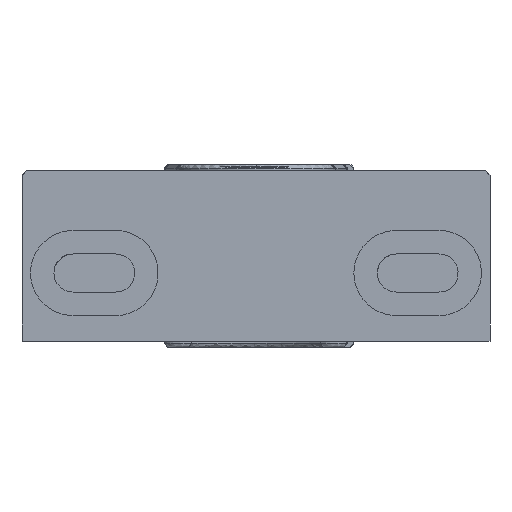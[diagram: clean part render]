
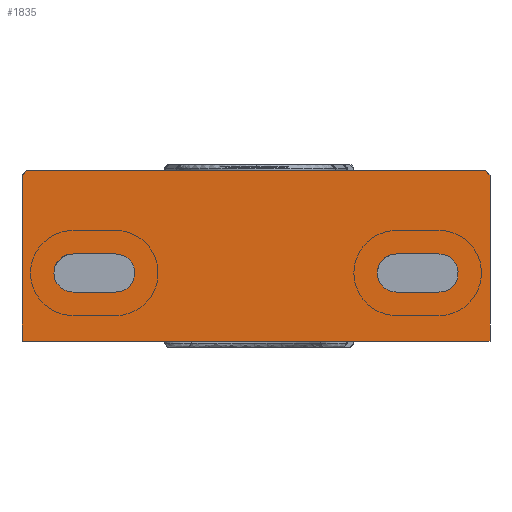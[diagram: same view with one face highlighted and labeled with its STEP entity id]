
A CAD part, left-side view. The second image highlights one B-rep face of the part: STEP entity #1835.
In plain terms, the highlighted face is planar.
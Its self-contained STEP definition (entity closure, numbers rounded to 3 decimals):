
#83=FACE_BOUND('',#3070,.T.);
#84=FACE_BOUND('',#3071,.T.);
#624=(
BOUNDED_CURVE()
B_SPLINE_CURVE(2,(#24295,#24296,#24297),.UNSPECIFIED.,.F.,.F.)
B_SPLINE_CURVE_WITH_KNOTS((3,3),(-3.534,0.),.UNSPECIFIED.)
CURVE()
GEOMETRIC_REPRESENTATION_ITEM()
RATIONAL_B_SPLINE_CURVE((1.,0.707,1.))
REPRESENTATION_ITEM('')
);
#626=(
BOUNDED_CURVE()
B_SPLINE_CURVE(2,(#24305,#24306,#24307),.UNSPECIFIED.,.F.,.F.)
B_SPLINE_CURVE_WITH_KNOTS((3,3),(-3.534,0.),.UNSPECIFIED.)
CURVE()
GEOMETRIC_REPRESENTATION_ITEM()
RATIONAL_B_SPLINE_CURVE((1.,0.707,1.))
REPRESENTATION_ITEM('')
);
#639=(
BOUNDED_CURVE()
B_SPLINE_CURVE(2,(#24731,#24732,#24733),.UNSPECIFIED.,.F.,.F.)
B_SPLINE_CURVE_WITH_KNOTS((3,3),(0.,3.534),.UNSPECIFIED.)
CURVE()
GEOMETRIC_REPRESENTATION_ITEM()
RATIONAL_B_SPLINE_CURVE((1.,0.707,1.))
REPRESENTATION_ITEM('')
);
#642=(
BOUNDED_CURVE()
B_SPLINE_CURVE(2,(#24750,#24751,#24752,#24753,#24754),.UNSPECIFIED.,.F.,
 .F.)
B_SPLINE_CURVE_WITH_KNOTS((3,2,3),(0.,3.534,7.069),
 .UNSPECIFIED.)
CURVE()
GEOMETRIC_REPRESENTATION_ITEM()
RATIONAL_B_SPLINE_CURVE((1.,0.707,1.,0.707,1.))
REPRESENTATION_ITEM('')
);
#643=(
BOUNDED_CURVE()
B_SPLINE_CURVE(2,(#24763,#24764,#24765),.UNSPECIFIED.,.F.,.F.)
B_SPLINE_CURVE_WITH_KNOTS((3,3),(0.,3.534),.UNSPECIFIED.)
CURVE()
GEOMETRIC_REPRESENTATION_ITEM()
RATIONAL_B_SPLINE_CURVE((1.,0.707,1.))
REPRESENTATION_ITEM('')
);
#646=(
BOUNDED_CURVE()
B_SPLINE_CURVE(2,(#24778,#24779,#24780,#24781,#24782),.UNSPECIFIED.,.F.,
 .F.)
B_SPLINE_CURVE_WITH_KNOTS((3,2,3),(0.,3.534,7.069),
 .UNSPECIFIED.)
CURVE()
GEOMETRIC_REPRESENTATION_ITEM()
RATIONAL_B_SPLINE_CURVE((1.,0.707,1.,0.707,1.))
REPRESENTATION_ITEM('')
);
#650=(
BOUNDED_CURVE()
B_SPLINE_CURVE(2,(#24794,#24795,#24796),.UNSPECIFIED.,.F.,.F.)
B_SPLINE_CURVE_WITH_KNOTS((3,3),(0.,0.785),.UNSPECIFIED.)
CURVE()
GEOMETRIC_REPRESENTATION_ITEM()
RATIONAL_B_SPLINE_CURVE((1.,0.707,1.))
REPRESENTATION_ITEM('')
);
#652=(
BOUNDED_CURVE()
B_SPLINE_CURVE(2,(#24800,#24801,#24802),.UNSPECIFIED.,.F.,.F.)
B_SPLINE_CURVE_WITH_KNOTS((3,3),(0.,0.785),.UNSPECIFIED.)
CURVE()
GEOMETRIC_REPRESENTATION_ITEM()
RATIONAL_B_SPLINE_CURVE((1.,0.707,1.))
REPRESENTATION_ITEM('')
);
#1835=ADVANCED_FACE('',(#2442,#83,#84),#9073,.T.);
#2442=FACE_OUTER_BOUND('',#3069,.T.);
#3069=EDGE_LOOP('',(#5486,#5487,#5488,#5489,#5490,#5491));
#3070=EDGE_LOOP('',(#5492,#5493,#5494,#5495,#5496));
#3071=EDGE_LOOP('',(#5497,#5498,#5499,#5500,#5501));
#5486=ORIENTED_EDGE('',*,*,#7149,.F.);
#5487=ORIENTED_EDGE('',*,*,#7150,.F.);
#5488=ORIENTED_EDGE('',*,*,#7151,.F.);
#5489=ORIENTED_EDGE('',*,*,#7198,.F.);
#5490=ORIENTED_EDGE('',*,*,#7152,.F.);
#5491=ORIENTED_EDGE('',*,*,#7196,.F.);
#5492=ORIENTED_EDGE('',*,*,#7153,.F.);
#5493=ORIENTED_EDGE('',*,*,#7181,.F.);
#5494=ORIENTED_EDGE('',*,*,#7154,.F.);
#5495=ORIENTED_EDGE('',*,*,#7174,.F.);
#5496=ORIENTED_EDGE('',*,*,#7122,.T.);
#5497=ORIENTED_EDGE('',*,*,#7155,.F.);
#5498=ORIENTED_EDGE('',*,*,#7186,.F.);
#5499=ORIENTED_EDGE('',*,*,#7126,.T.);
#5500=ORIENTED_EDGE('',*,*,#7156,.F.);
#5501=ORIENTED_EDGE('',*,*,#7191,.F.);
#7122=EDGE_CURVE('',#8799,#8800,#624,.T.);
#7126=EDGE_CURVE('',#8803,#8804,#626,.T.);
#7149=EDGE_CURVE('',#8830,#8828,#8008,.T.);
#7150=EDGE_CURVE('',#8831,#8830,#8009,.T.);
#7151=EDGE_CURVE('',#8832,#8831,#8010,.T.);
#7152=EDGE_CURVE('',#8829,#8833,#8011,.T.);
#7153=EDGE_CURVE('',#8834,#8800,#8012,.T.);
#7154=EDGE_CURVE('',#8836,#8835,#8013,.T.);
#7155=EDGE_CURVE('',#8837,#8838,#8014,.T.);
#7156=EDGE_CURVE('',#8839,#8804,#8015,.T.);
#7174=EDGE_CURVE('',#8799,#8836,#639,.T.);
#7181=EDGE_CURVE('',#8835,#8834,#642,.T.);
#7186=EDGE_CURVE('',#8803,#8837,#643,.T.);
#7191=EDGE_CURVE('',#8838,#8839,#646,.T.);
#7196=EDGE_CURVE('',#8828,#8829,#650,.T.);
#7198=EDGE_CURVE('',#8833,#8832,#652,.T.);
#8008=B_SPLINE_CURVE_WITH_KNOTS('',1,(#24372,#24373),.UNSPECIFIED.,.F.,
 .F.,(2,2),(-19.5,0.),.UNSPECIFIED.);
#8009=B_SPLINE_CURVE_WITH_KNOTS('',1,(#24374,#24375),.UNSPECIFIED.,.F.,
 .F.,(2,2),(-55.,0.),.UNSPECIFIED.);
#8010=B_SPLINE_CURVE_WITH_KNOTS('',1,(#24376,#24377),.UNSPECIFIED.,.F.,
 .F.,(2,2),(-19.5,0.),.UNSPECIFIED.);
#8011=B_SPLINE_CURVE_WITH_KNOTS('',1,(#24378,#24379),.UNSPECIFIED.,.F.,
 .F.,(2,2),(-54.,0.),.UNSPECIFIED.);
#8012=B_SPLINE_CURVE_WITH_KNOTS('',1,(#24380,#24381),.UNSPECIFIED.,.F.,
 .F.,(2,2),(-5.,0.),.UNSPECIFIED.);
#8013=B_SPLINE_CURVE_WITH_KNOTS('',1,(#24382,#24383),.UNSPECIFIED.,.F.,
 .F.,(2,2),(-5.,0.),.UNSPECIFIED.);
#8014=B_SPLINE_CURVE_WITH_KNOTS('',1,(#24384,#24385),.UNSPECIFIED.,.F.,
 .F.,(2,2),(-5.,0.),.UNSPECIFIED.);
#8015=B_SPLINE_CURVE_WITH_KNOTS('',1,(#24386,#24387),.UNSPECIFIED.,.F.,
 .F.,(2,2),(-5.,0.),.UNSPECIFIED.);
#8799=VERTEX_POINT('',#24198);
#8800=VERTEX_POINT('',#24199);
#8803=VERTEX_POINT('',#24202);
#8804=VERTEX_POINT('',#24203);
#8828=VERTEX_POINT('',#24227);
#8829=VERTEX_POINT('',#24228);
#8830=VERTEX_POINT('',#24229);
#8831=VERTEX_POINT('',#24230);
#8832=VERTEX_POINT('',#24231);
#8833=VERTEX_POINT('',#24232);
#8834=VERTEX_POINT('',#24233);
#8835=VERTEX_POINT('',#24234);
#8836=VERTEX_POINT('',#24235);
#8837=VERTEX_POINT('',#24236);
#8838=VERTEX_POINT('',#24237);
#8839=VERTEX_POINT('',#24238);
#9073=PLANE('',#10737);
#10737=AXIS2_PLACEMENT_3D('',#23236,#11168,$);
#11168=DIRECTION('',(0.,0.,-1.));
#23236=CARTESIAN_POINT('',(-33.,-2.,0.));
#24198=CARTESIAN_POINT('',(-14.25,8.,0.));
#24199=CARTESIAN_POINT('',(-16.5,10.25,0.));
#24202=CARTESIAN_POINT('',(23.75,8.,0.));
#24203=CARTESIAN_POINT('',(21.5,10.25,0.));
#24227=CARTESIAN_POINT('',(27.5,19.5,0.));
#24228=CARTESIAN_POINT('',(27.,20.,0.));
#24229=CARTESIAN_POINT('',(27.5,0.,0.));
#24230=CARTESIAN_POINT('',(-27.5,0.,0.));
#24231=CARTESIAN_POINT('',(-27.5,19.5,0.));
#24232=CARTESIAN_POINT('',(-27.,20.,0.));
#24233=CARTESIAN_POINT('',(-21.5,10.25,0.));
#24234=CARTESIAN_POINT('',(-21.5,5.75,0.));
#24235=CARTESIAN_POINT('',(-16.5,5.75,0.));
#24236=CARTESIAN_POINT('',(21.5,5.75,0.));
#24237=CARTESIAN_POINT('',(16.5,5.75,0.));
#24238=CARTESIAN_POINT('',(16.5,10.25,0.));
#24295=CARTESIAN_POINT('',(-14.25,8.,0.));
#24296=CARTESIAN_POINT('',(-14.25,10.25,0.));
#24297=CARTESIAN_POINT('',(-16.5,10.25,0.));
#24305=CARTESIAN_POINT('',(23.75,8.,0.));
#24306=CARTESIAN_POINT('',(23.75,10.25,0.));
#24307=CARTESIAN_POINT('',(21.5,10.25,0.));
#24372=CARTESIAN_POINT('',(27.5,0.,0.));
#24373=CARTESIAN_POINT('',(27.5,19.5,0.));
#24374=CARTESIAN_POINT('',(-27.5,0.,0.));
#24375=CARTESIAN_POINT('',(27.5,0.,0.));
#24376=CARTESIAN_POINT('',(-27.5,19.5,0.));
#24377=CARTESIAN_POINT('',(-27.5,0.,0.));
#24378=CARTESIAN_POINT('',(27.,20.,0.));
#24379=CARTESIAN_POINT('',(-27.,20.,0.));
#24380=CARTESIAN_POINT('',(-21.5,10.25,0.));
#24381=CARTESIAN_POINT('',(-16.5,10.25,0.));
#24382=CARTESIAN_POINT('',(-16.5,5.75,0.));
#24383=CARTESIAN_POINT('',(-21.5,5.75,0.));
#24384=CARTESIAN_POINT('',(21.5,5.75,0.));
#24385=CARTESIAN_POINT('',(16.5,5.75,0.));
#24386=CARTESIAN_POINT('',(16.5,10.25,0.));
#24387=CARTESIAN_POINT('',(21.5,10.25,0.));
#24731=CARTESIAN_POINT('',(-14.25,8.,0.));
#24732=CARTESIAN_POINT('',(-14.25,5.75,0.));
#24733=CARTESIAN_POINT('',(-16.5,5.75,0.));
#24750=CARTESIAN_POINT('',(-21.5,5.75,0.));
#24751=CARTESIAN_POINT('',(-23.75,5.75,0.));
#24752=CARTESIAN_POINT('',(-23.75,8.,0.));
#24753=CARTESIAN_POINT('',(-23.75,10.25,0.));
#24754=CARTESIAN_POINT('',(-21.5,10.25,0.));
#24763=CARTESIAN_POINT('',(23.75,8.,0.));
#24764=CARTESIAN_POINT('',(23.75,5.75,0.));
#24765=CARTESIAN_POINT('',(21.5,5.75,0.));
#24778=CARTESIAN_POINT('',(16.5,5.75,0.));
#24779=CARTESIAN_POINT('',(14.25,5.75,0.));
#24780=CARTESIAN_POINT('',(14.25,8.,0.));
#24781=CARTESIAN_POINT('',(14.25,10.25,0.));
#24782=CARTESIAN_POINT('',(16.5,10.25,0.));
#24794=CARTESIAN_POINT('',(27.5,19.5,0.));
#24795=CARTESIAN_POINT('',(27.5,20.,0.));
#24796=CARTESIAN_POINT('',(27.,20.,0.));
#24800=CARTESIAN_POINT('',(-27.,20.,0.));
#24801=CARTESIAN_POINT('',(-27.5,20.,0.));
#24802=CARTESIAN_POINT('',(-27.5,19.5,0.));
